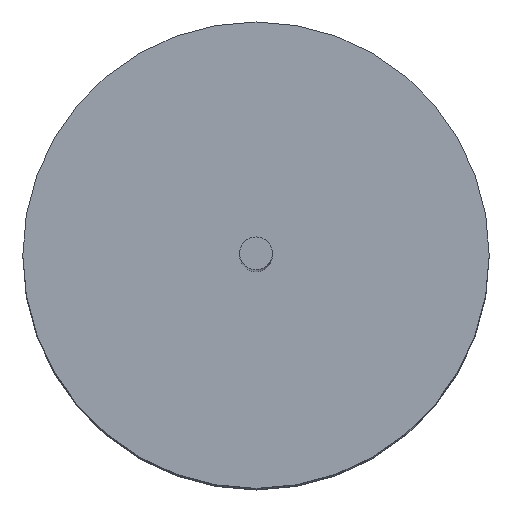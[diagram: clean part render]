
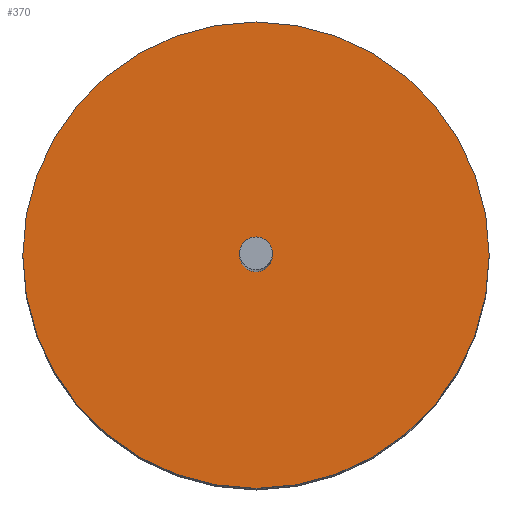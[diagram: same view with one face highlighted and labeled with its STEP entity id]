
A CAD part, top view. The second image highlights one B-rep face of the part: STEP entity #370.
In plain terms, the highlighted planar face has unit normal (0, 0, 1).
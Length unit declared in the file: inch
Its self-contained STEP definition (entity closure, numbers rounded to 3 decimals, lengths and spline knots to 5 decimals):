
#101=CARTESIAN_POINT('',(0.,0.,0.45));
#102=DIRECTION('',(0.,0.,1.));
#103=DIRECTION('',(1.,0.,0.));
#104=AXIS2_PLACEMENT_3D('',#101,#102,#103);
#106=CARTESIAN_POINT('',(0.,0.,0.45));
#107=DIRECTION('',(0.,0.,1.));
#108=DIRECTION('',(-1.,0.,0.));
#109=AXIS2_PLACEMENT_3D('',#106,#107,#108);
#111=CARTESIAN_POINT('',(0.,0.,0.45));
#112=DIRECTION('',(0.,0.,1.));
#113=DIRECTION('',(1.,0.,0.));
#114=AXIS2_PLACEMENT_3D('',#111,#112,#113);
#116=CARTESIAN_POINT('',(0.,0.,0.45));
#117=DIRECTION('',(0.,0.,1.));
#118=DIRECTION('',(-1.,0.,0.));
#119=AXIS2_PLACEMENT_3D('',#116,#117,#118);
#157=CARTESIAN_POINT('',(0.2265,0.,0.45));
#158=CARTESIAN_POINT('',(-0.2265,0.,0.45));
#159=VERTEX_POINT('',#157);
#160=VERTEX_POINT('',#158);
#177=CARTESIAN_POINT('',(0.016,0.,0.45));
#178=CARTESIAN_POINT('',(-0.016,0.,0.45));
#179=VERTEX_POINT('',#177);
#180=VERTEX_POINT('',#178);
#355=CARTESIAN_POINT('',(0.,0.,0.45));
#356=DIRECTION('',(0.,0.,1.));
#357=DIRECTION('',(1.,0.,0.));
#358=AXIS2_PLACEMENT_3D('',#355,#356,#357);
#359=PLANE('',#358);
#360=ORIENTED_EDGE('',*,*,#349,.F.);
#361=ORIENTED_EDGE('',*,*,#335,.F.);
#362=EDGE_LOOP('',(#360,#361));
#363=FACE_OUTER_BOUND('',#362,.F.);
#365=ORIENTED_EDGE('',*,*,#364,.T.);
#367=ORIENTED_EDGE('',*,*,#366,.T.);
#368=EDGE_LOOP('',(#365,#367));
#369=FACE_BOUND('',#368,.F.);
#105=CIRCLE('',#104,0.2265);
#110=CIRCLE('',#109,0.2265);
#115=CIRCLE('',#114,0.016);
#120=CIRCLE('',#119,0.016);
#335=EDGE_CURVE('',#160,#159,#110,.T.);
#349=EDGE_CURVE('',#159,#160,#105,.T.);
#364=EDGE_CURVE('',#179,#180,#115,.T.);
#366=EDGE_CURVE('',#180,#179,#120,.T.);
#370=ADVANCED_FACE('',(#363,#369),#359,.T.);
